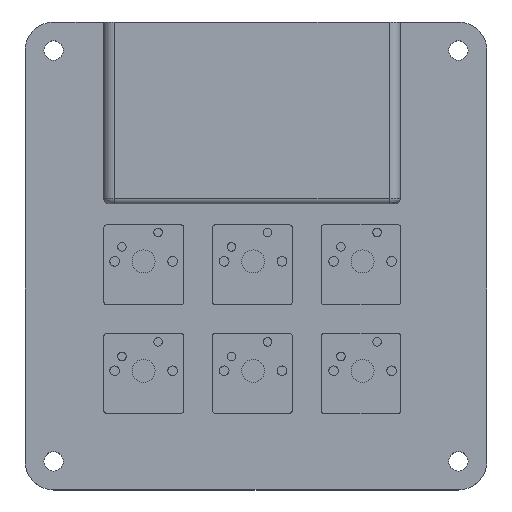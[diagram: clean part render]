
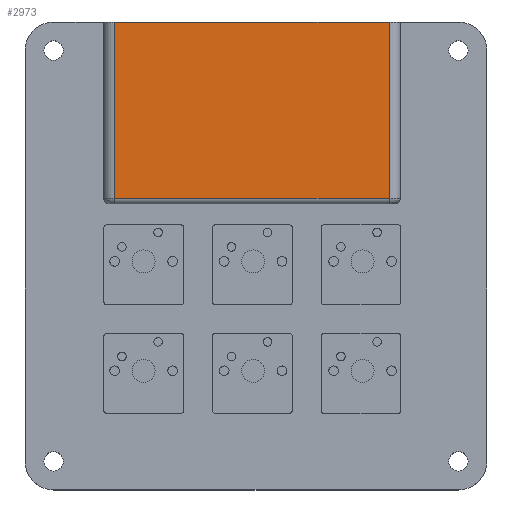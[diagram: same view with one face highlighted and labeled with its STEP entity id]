
A CAD part, top view. The second image highlights one B-rep face of the part: STEP entity #2973.
In plain terms, the highlighted planar face has unit normal (0, 0, 1).
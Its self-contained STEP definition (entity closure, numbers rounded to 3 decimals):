
#157=PLANE('',#3160);
#215=LINE('',#4445,#456);
#218=LINE('',#4474,#459);
#220=LINE('',#4480,#461);
#230=LINE('',#4501,#471);
#456=VECTOR('',#3502,10.);
#459=VECTOR('',#3513,2.);
#461=VECTOR('',#3519,10.);
#471=VECTOR('',#3533,2.);
#794=FACE_OUTER_BOUND('',#947,.T.);
#947=EDGE_LOOP('',(#2143,#2144,#2145,#2146));
#1401=VERTEX_POINT('',#4425);
#1405=VERTEX_POINT('',#4443);
#1408=VERTEX_POINT('',#4473);
#1410=VERTEX_POINT('',#4479);
#1689=EDGE_CURVE('',#1405,#1401,#215,.T.);
#1695=EDGE_CURVE('',#1401,#1408,#218,.T.);
#1698=EDGE_CURVE('',#1410,#1408,#220,.T.);
#1709=EDGE_CURVE('',#1410,#1405,#230,.T.);
#2143=ORIENTED_EDGE('',*,*,#1689,.F.);
#2144=ORIENTED_EDGE('',*,*,#1709,.F.);
#2145=ORIENTED_EDGE('',*,*,#1698,.T.);
#2146=ORIENTED_EDGE('',*,*,#1695,.F.);
#2973=ADVANCED_FACE('',(#794),#157,.T.);
#3160=AXIS2_PLACEMENT_3D('',#4500,#3531,#3532);
#3502=DIRECTION('',(-1.,0.,0.));
#3513=DIRECTION('',(0.,1.,0.));
#3519=DIRECTION('',(-1.,0.,0.));
#3531=DIRECTION('center_axis',(0.,0.,1.));
#3532=DIRECTION('ref_axis',(1.,0.,0.));
#3533=DIRECTION('',(0.,-1.,0.));
#4425=CARTESIAN_POINT('',(-24.105,1.,2.9));
#4443=CARTESIAN_POINT('',(24.092,1.,2.9));
#4445=CARTESIAN_POINT('',(-13.01,1.,2.9));
#4473=CARTESIAN_POINT('',(-24.105,31.907,2.9));
#4474=CARTESIAN_POINT('',(-24.105,11.394,2.9));
#4479=CARTESIAN_POINT('',(24.092,31.907,2.9));
#4480=CARTESIAN_POINT('',(-26.013,31.907,2.9));
#4500=CARTESIAN_POINT('Origin',(-0.007,15.953,2.9));
#4501=CARTESIAN_POINT('',(24.092,-4.559,2.9));
